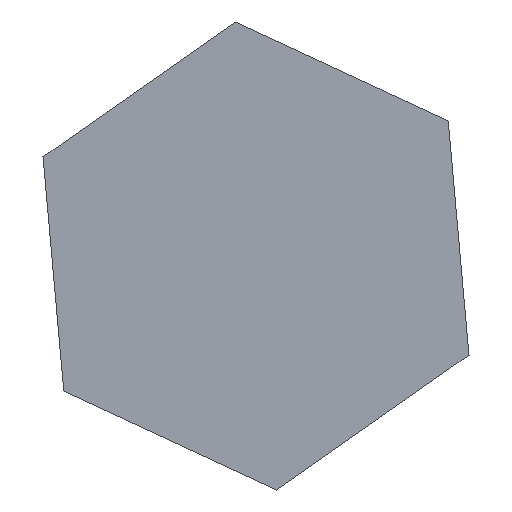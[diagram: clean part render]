
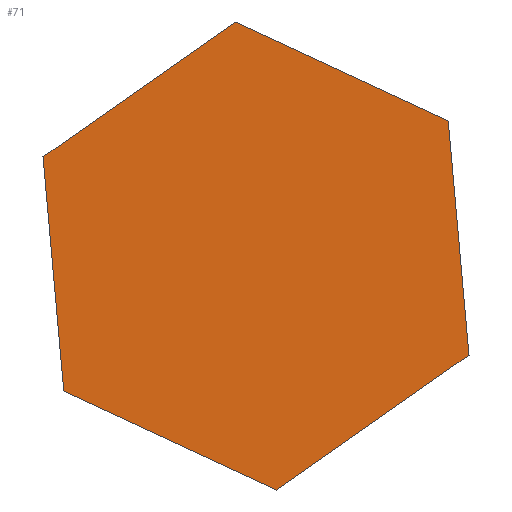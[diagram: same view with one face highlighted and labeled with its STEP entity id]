
A CAD part, left-side view. The second image highlights one B-rep face of the part: STEP entity #71.
In plain terms, the highlighted planar face has unit normal (-1, 0, 0).
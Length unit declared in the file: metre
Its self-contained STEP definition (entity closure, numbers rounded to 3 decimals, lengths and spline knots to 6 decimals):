
#71 = ADVANCED_FACE( '', ( #150 ), #151, .T. );
#150 = FACE_OUTER_BOUND( '', #234, .T. );
#151 = PLANE( '', #235 );
#234 = EDGE_LOOP( '', ( #344, #345, #346, #347, #348, #349 ) );
#235 = AXIS2_PLACEMENT_3D( '', #350, #351, #352 );
#344 = ORIENTED_EDGE( '', *, *, #478, .F. );
#345 = ORIENTED_EDGE( '', *, *, #479, .F. );
#346 = ORIENTED_EDGE( '', *, *, #480, .F. );
#347 = ORIENTED_EDGE( '', *, *, #469, .F. );
#348 = ORIENTED_EDGE( '', *, *, #481, .F. );
#349 = ORIENTED_EDGE( '', *, *, #482, .F. );
#350 = CARTESIAN_POINT( '', ( -0.160039, -2.624387, 2.029147 ) );
#351 = DIRECTION( '', ( -1., 0., 0. ) );
#352 = DIRECTION( '', ( 0., 0.5, 0.866 ) );
#469 = EDGE_CURVE( '', #548, #550, #551, .T. );
#478 = EDGE_CURVE( '', #562, #563, #564, .T. );
#479 = EDGE_CURVE( '', #565, #562, #566, .T. );
#480 = EDGE_CURVE( '', #550, #565, #567, .T. );
#481 = EDGE_CURVE( '', #568, #548, #569, .T. );
#482 = EDGE_CURVE( '', #563, #568, #570, .T. );
#548 = VERTEX_POINT( '', #654 );
#550 = VERTEX_POINT( '', #657 );
#551 = LINE( '', #658, #659 );
#562 = VERTEX_POINT( '', #673 );
#563 = VERTEX_POINT( '', #674 );
#564 = LINE( '', #675, #676 );
#565 = VERTEX_POINT( '', #677 );
#566 = LINE( '', #678, #679 );
#567 = LINE( '', #680, #681 );
#568 = VERTEX_POINT( '', #682 );
#569 = LINE( '', #683, #684 );
#570 = LINE( '', #685, #686 );
#654 = CARTESIAN_POINT( '', ( -0.160039, -2.670564, 1.997162 ) );
#657 = CARTESIAN_POINT( '', ( -0.160039, -2.662253, 2.001026 ) );
#658 = CARTESIAN_POINT( '', ( -0.160039, -2.666409, 1.999094 ) );
#659 = VECTOR( '', #760, 1. );
#673 = CARTESIAN_POINT( '', ( -0.160039, -2.668947, 2.015421 ) );
#674 = CARTESIAN_POINT( '', ( -0.160039, -2.677257, 2.011557 ) );
#675 = CARTESIAN_POINT( '', ( -0.160039, -2.673102, 2.013489 ) );
#676 = VECTOR( '', #767, 1. );
#677 = CARTESIAN_POINT( '', ( -0.160039, -2.661444, 2.010156 ) );
#678 = CARTESIAN_POINT( '', ( -0.160039, -2.665195, 2.012788 ) );
#679 = VECTOR( '', #768, 1. );
#680 = CARTESIAN_POINT( '', ( -0.160039, -2.661849, 2.005591 ) );
#681 = VECTOR( '', #769, 1. );
#682 = CARTESIAN_POINT( '', ( -0.160039, -2.678066, 2.002427 ) );
#683 = CARTESIAN_POINT( '', ( -0.160039, -2.674315, 1.999794 ) );
#684 = VECTOR( '', #770, 1. );
#685 = CARTESIAN_POINT( '', ( -0.160039, -2.677662, 2.006992 ) );
#686 = VECTOR( '', #771, 1. );
#760 = DIRECTION( '', ( 0., 0.907, 0.422 ) );
#767 = DIRECTION( '', ( 0., -0.907, -0.422 ) );
#768 = DIRECTION( '', ( 0., -0.819, 0.574 ) );
#769 = DIRECTION( '', ( 0., 0.088, 0.996 ) );
#770 = DIRECTION( '', ( 0., 0.819, -0.574 ) );
#771 = DIRECTION( '', ( 0., -0.088, -0.996 ) );
